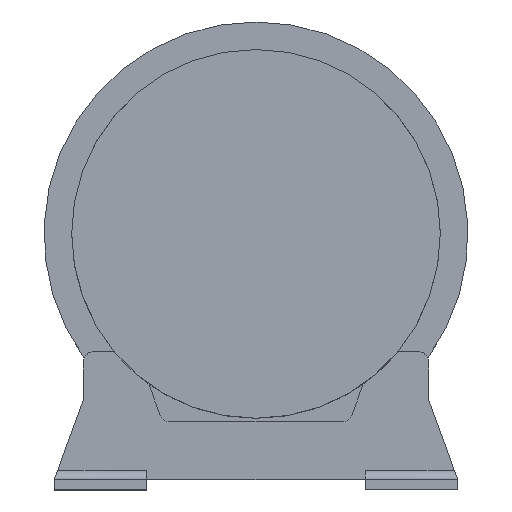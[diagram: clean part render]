
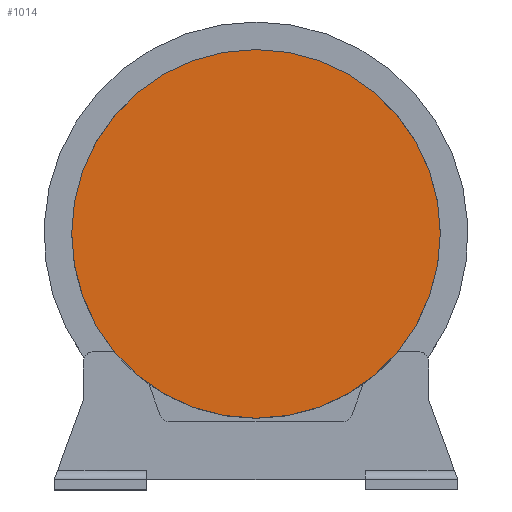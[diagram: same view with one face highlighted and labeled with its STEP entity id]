
A CAD part, top view. The second image highlights one B-rep face of the part: STEP entity #1014.
In plain terms, the highlighted planar face has unit normal (0, 0, 1).
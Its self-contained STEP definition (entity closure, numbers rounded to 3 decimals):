
#25 = PLANE ( 'NONE',  #77 ) ;
#77 = AXIS2_PLACEMENT_3D ( 'NONE', #1162, #892, #1365 ) ;
#87 = DIRECTION ( 'NONE',  ( 0., 0., -1. ) ) ;
#113 = CARTESIAN_POINT ( 'NONE',  ( 0., 0., 0. ) ) ;
#213 = ORIENTED_EDGE ( 'NONE', *, *, #2733, .F. ) ;
#484 = FACE_OUTER_BOUND ( 'NONE', #1243, .T. ) ;
#771 = DIRECTION ( 'NONE',  ( -1., 0., 0. ) ) ;
#892 = DIRECTION ( 'NONE',  ( 0., 0., 1. ) ) ;
#1014 = ADVANCED_FACE ( 'NONE', ( #484 ), #25, .T. ) ;
#1162 = CARTESIAN_POINT ( 'NONE',  ( 0., 0., 0. ) ) ;
#1172 = CARTESIAN_POINT ( 'NONE',  ( -80., 0., 0. ) ) ;
#1193 = CIRCLE ( 'NONE', #1954, 80. ) ;
#1243 = EDGE_LOOP ( 'NONE', ( #213 ) ) ;
#1365 = DIRECTION ( 'NONE',  ( 1., 0., 0. ) ) ;
#1954 = AXIS2_PLACEMENT_3D ( 'NONE', #113, #87, #771 ) ;
#2061 = VERTEX_POINT ( 'NONE', #1172 ) ;
#2733 = EDGE_CURVE ( 'NONE', #2061, #2061, #1193, .T. ) ;
